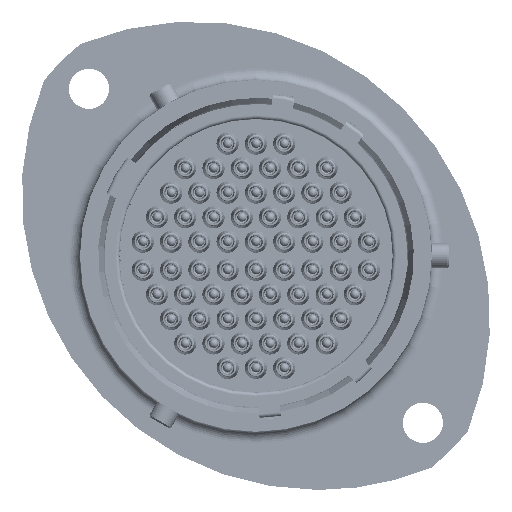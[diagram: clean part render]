
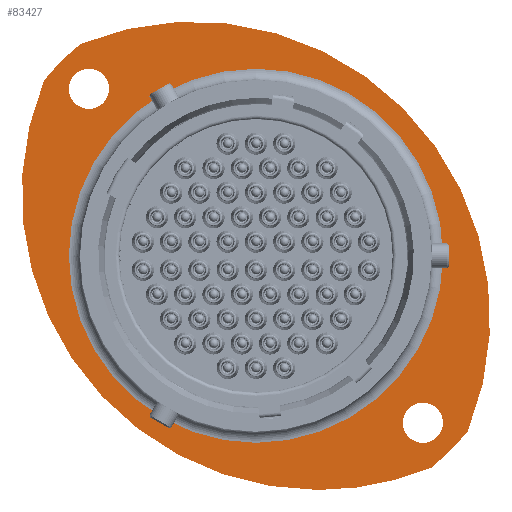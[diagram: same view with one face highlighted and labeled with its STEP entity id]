
A CAD part, left-side view. The second image highlights one B-rep face of the part: STEP entity #83427.
In plain terms, the highlighted planar face has unit normal (-1, 0, 0).
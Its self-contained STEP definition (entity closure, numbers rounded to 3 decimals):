
#6290 = EDGE_CURVE ( 'NONE', #18532, #97076, #83647, .T. ) ;
#7714 = CARTESIAN_POINT ( 'NONE',  ( 15.98, -13.506, -13.506 ) ) ;
#9101 = CARTESIAN_POINT ( 'NONE',  ( 15.98, 17.138, 14.19 ) ) ;
#9200 = VERTEX_POINT ( 'NONE', #68930 ) ;
#10070 = DIRECTION ( 'NONE',  ( 0., 0., 1. ) ) ;
#10131 = CIRCLE ( 'NONE', #21204, 22.25 ) ;
#11437 = AXIS2_PLACEMENT_3D ( 'NONE', #68332, #12098, #68724 ) ;
#11642 = DIRECTION ( 'NONE',  ( 0., 0., -1. ) ) ;
#12098 = DIRECTION ( 'NONE',  ( -1., 0., 0. ) ) ;
#13682 = CARTESIAN_POINT ( 'NONE',  ( 15.98, 0., -15.13 ) ) ;
#13696 = CIRCLE ( 'NONE', #64487, 15.13 ) ;
#17010 = DIRECTION ( 'NONE',  ( -1., 0., 0. ) ) ;
#18528 = DIRECTION ( 'NONE',  ( -1., 0., 0. ) ) ;
#18532 = VERTEX_POINT ( 'NONE', #9101 ) ;
#18985 = AXIS2_PLACEMENT_3D ( 'NONE', #91466, #81708, #34722 ) ;
#19202 = CARTESIAN_POINT ( 'NONE',  ( 15.98, 13.506, 11.881 ) ) ;
#19475 = DIRECTION ( 'NONE',  ( 0., 0., -1. ) ) ;
#20459 = AXIS2_PLACEMENT_3D ( 'NONE', #64426, #54766, #64043 ) ;
#21204 = AXIS2_PLACEMENT_3D ( 'NONE', #77920, #50458, #69043 ) ;
#21595 = VERTEX_POINT ( 'NONE', #23485 ) ;
#22594 = ORIENTED_EDGE ( 'NONE', *, *, #46578, .F. ) ;
#23485 = CARTESIAN_POINT ( 'NONE',  ( 15.98, 13.506, 15.131 ) ) ;
#24372 = ORIENTED_EDGE ( 'NONE', *, *, #6290, .T. ) ;
#25142 = PLANE ( 'NONE',  #20459 ) ;
#25166 = CIRCLE ( 'NONE', #102666, 1.625 ) ;
#31720 = VERTEX_POINT ( 'NONE', #95643 ) ;
#31920 = CARTESIAN_POINT ( 'NONE',  ( 15.98, 0., 15.13 ) ) ;
#33641 = ORIENTED_EDGE ( 'NONE', *, *, #41753, .T. ) ;
#34722 = DIRECTION ( 'NONE',  ( 0., 0., -1. ) ) ;
#35606 = VERTEX_POINT ( 'NONE', #103258 ) ;
#38506 = EDGE_CURVE ( 'NONE', #100571, #18532, #10131, .T. ) ;
#39249 = CIRCLE ( 'NONE', #18985, 15.13 ) ;
#39586 = EDGE_LOOP ( 'NONE', ( #112832, #33641 ) ) ;
#40718 = CARTESIAN_POINT ( 'NONE',  ( 15.98, 0., 0. ) ) ;
#41686 = EDGE_CURVE ( 'NONE', #9200, #35606, #64455, .T. ) ;
#41753 = EDGE_CURVE ( 'NONE', #67602, #89296, #13696, .T. ) ;
#42741 = DIRECTION ( 'NONE',  ( 0., 0., -1. ) ) ;
#45632 = AXIS2_PLACEMENT_3D ( 'NONE', #75331, #76087, #19475 ) ;
#46578 = EDGE_CURVE ( 'NONE', #109793, #31720, #74933, .T. ) ;
#47118 = EDGE_CURVE ( 'NONE', #97076, #9200, #109580, .T. ) ;
#49916 = DIRECTION ( 'NONE',  ( 0., 0., -1. ) ) ;
#50458 = DIRECTION ( 'NONE',  ( -1., 0., 0. ) ) ;
#52912 = CARTESIAN_POINT ( 'NONE',  ( 15.98, 13.506, 13.506 ) ) ;
#54697 = DIRECTION ( 'NONE',  ( 0., 0., -1. ) ) ;
#54766 = DIRECTION ( 'NONE',  ( 1., 0., 0. ) ) ;
#57084 = DIRECTION ( 'NONE',  ( 0., 0., -1. ) ) ;
#58034 = CARTESIAN_POINT ( 'NONE',  ( 15.98, -5.056, -18.944 ) ) ;
#58247 = EDGE_CURVE ( 'NONE', #31720, #109793, #107348, .T. ) ;
#58428 = ORIENTED_EDGE ( 'NONE', *, *, #47118, .T. ) ;
#59515 = AXIS2_PLACEMENT_3D ( 'NONE', #7714, #17010, #54697 ) ;
#60201 = EDGE_CURVE ( 'NONE', #35606, #100571, #115356, .T. ) ;
#62690 = EDGE_LOOP ( 'NONE', ( #66119, #84409 ) ) ;
#62982 = DIRECTION ( 'NONE',  ( -1., 0., 0. ) ) ;
#63620 = ORIENTED_EDGE ( 'NONE', *, *, #41686, .T. ) ;
#64043 = DIRECTION ( 'NONE',  ( 0., 0., -1. ) ) ;
#64426 = CARTESIAN_POINT ( 'NONE',  ( 15.98, 14.23, 0. ) ) ;
#64455 = CIRCLE ( 'NONE', #110377, 22.25 ) ;
#64487 = AXIS2_PLACEMENT_3D ( 'NONE', #40718, #76341, #11642 ) ;
#65481 = CARTESIAN_POINT ( 'NONE',  ( 15.98, 0., 0. ) ) ;
#66119 = ORIENTED_EDGE ( 'NONE', *, *, #117374, .F. ) ;
#67602 = VERTEX_POINT ( 'NONE', #31920 ) ;
#67945 = EDGE_LOOP ( 'NONE', ( #22594, #75051 ) ) ;
#68332 = CARTESIAN_POINT ( 'NONE',  ( 15.98, -13.506, -13.506 ) ) ;
#68724 = DIRECTION ( 'NONE',  ( 0., 0., -1. ) ) ;
#68930 = CARTESIAN_POINT ( 'NONE',  ( 15.98, -14.19, -17.138 ) ) ;
#69043 = DIRECTION ( 'NONE',  ( 0., 0., 1. ) ) ;
#70593 = CARTESIAN_POINT ( 'NONE',  ( 15.98, -13.506, -15.131 ) ) ;
#74933 = CIRCLE ( 'NONE', #11437, 1.625 ) ;
#75051 = ORIENTED_EDGE ( 'NONE', *, *, #58247, .F. ) ;
#75331 = CARTESIAN_POINT ( 'NONE',  ( 15.98, -5.056, 5.056 ) ) ;
#76087 = DIRECTION ( 'NONE',  ( -1., 0., 0. ) ) ;
#76341 = DIRECTION ( 'NONE',  ( 1., 0., 0. ) ) ;
#77920 = CARTESIAN_POINT ( 'NONE',  ( 15.98, 0., 0. ) ) ;
#79435 = ORIENTED_EDGE ( 'NONE', *, *, #38506, .T. ) ;
#80681 = CARTESIAN_POINT ( 'NONE',  ( 15.98, 5.056, -5.056 ) ) ;
#81111 = FACE_BOUND ( 'NONE', #67945, .T. ) ;
#81708 = DIRECTION ( 'NONE',  ( 1., 0., 0. ) ) ;
#83427 = ADVANCED_FACE ( 'NONE', ( #94192, #81111, #113080, #114592 ), #25142, .F. ) ;
#83647 = CIRCLE ( 'NONE', #117937, 24. ) ;
#84409 = ORIENTED_EDGE ( 'NONE', *, *, #91962, .F. ) ;
#85141 = ORIENTED_EDGE ( 'NONE', *, *, #60201, .T. ) ;
#89296 = VERTEX_POINT ( 'NONE', #13682 ) ;
#91466 = CARTESIAN_POINT ( 'NONE',  ( 15.98, 0., 0. ) ) ;
#91770 = AXIS2_PLACEMENT_3D ( 'NONE', #52912, #62982, #42741 ) ;
#91962 = EDGE_CURVE ( 'NONE', #21595, #99013, #115988, .T. ) ;
#92744 = CARTESIAN_POINT ( 'NONE',  ( 15.98, -5.056, 5.056 ) ) ;
#94192 = FACE_BOUND ( 'NONE', #62690, .T. ) ;
#95643 = CARTESIAN_POINT ( 'NONE',  ( 15.98, -13.506, -11.881 ) ) ;
#97076 = VERTEX_POINT ( 'NONE', #58034 ) ;
#97190 = AXIS2_PLACEMENT_3D ( 'NONE', #80681, #118427, #99820 ) ;
#99013 = VERTEX_POINT ( 'NONE', #19202 ) ;
#99820 = DIRECTION ( 'NONE',  ( 0., 0., -1. ) ) ;
#100571 = VERTEX_POINT ( 'NONE', #104704 ) ;
#102666 = AXIS2_PLACEMENT_3D ( 'NONE', #105434, #113624, #49916 ) ;
#102795 = EDGE_LOOP ( 'NONE', ( #24372, #58428, #63620, #85141, #79435 ) ) ;
#103258 = CARTESIAN_POINT ( 'NONE',  ( 15.98, -17.138, -14.19 ) ) ;
#104704 = CARTESIAN_POINT ( 'NONE',  ( 15.98, 14.19, 17.138 ) ) ;
#105434 = CARTESIAN_POINT ( 'NONE',  ( 15.98, 13.506, 13.506 ) ) ;
#107348 = CIRCLE ( 'NONE', #59515, 1.625 ) ;
#109580 = CIRCLE ( 'NONE', #45632, 24. ) ;
#109793 = VERTEX_POINT ( 'NONE', #70593 ) ;
#110377 = AXIS2_PLACEMENT_3D ( 'NONE', #65481, #18528, #10070 ) ;
#111062 = DIRECTION ( 'NONE',  ( -1., 0., 0. ) ) ;
#112832 = ORIENTED_EDGE ( 'NONE', *, *, #114136, .T. ) ;
#113080 = FACE_BOUND ( 'NONE', #39586, .T. ) ;
#113624 = DIRECTION ( 'NONE',  ( -1., 0., 0. ) ) ;
#114136 = EDGE_CURVE ( 'NONE', #89296, #67602, #39249, .T. ) ;
#114592 = FACE_OUTER_BOUND ( 'NONE', #102795, .T. ) ;
#115356 = CIRCLE ( 'NONE', #97190, 24. ) ;
#115988 = CIRCLE ( 'NONE', #91770, 1.625 ) ;
#117374 = EDGE_CURVE ( 'NONE', #99013, #21595, #25166, .T. ) ;
#117937 = AXIS2_PLACEMENT_3D ( 'NONE', #92744, #111062, #57084 ) ;
#118427 = DIRECTION ( 'NONE',  ( -1., 0., 0. ) ) ;
